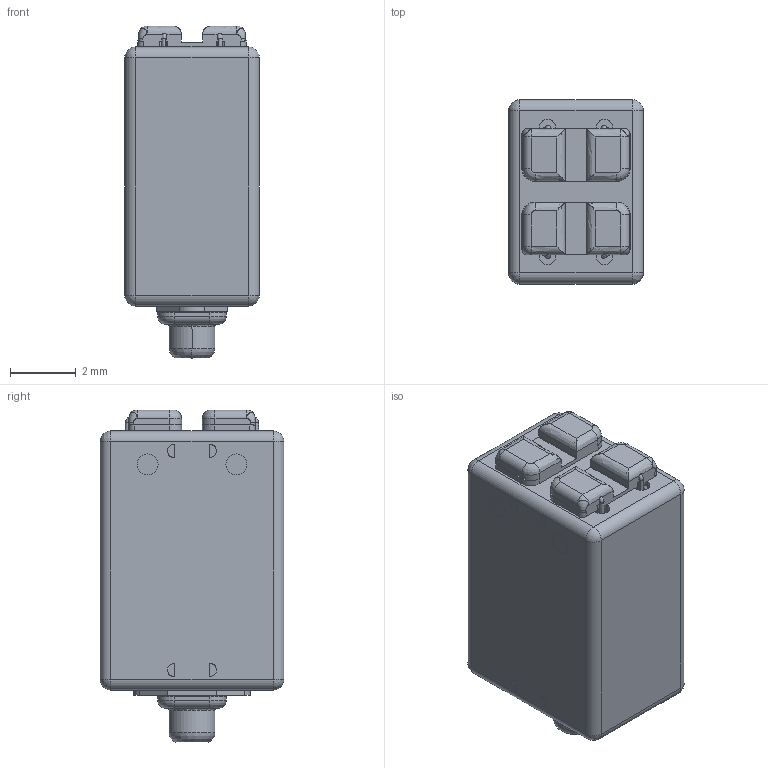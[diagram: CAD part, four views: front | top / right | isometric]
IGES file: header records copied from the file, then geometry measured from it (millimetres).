
Start section:  PTC IGES file: hodvtec-31618-000.igs
Global section: file name: hodvtec-31618-000.igs; native system: Pro/ENGINEER by Parametric Technology Corporation; preprocessor: 2011220; author: kaliu; organization: Unknown; date: 20120216.111515; units: inch
Bounding box: 4.09 x 5.59 x 10.09 mm (x, y, z)
Surface area: 403.9 mm2 (no closed solid volume)
Topology: 0 solids, 0 shells, 422 faces, 1988 edges, 1988 vertices
Faces by surface type: revolution 280, bspline 142
